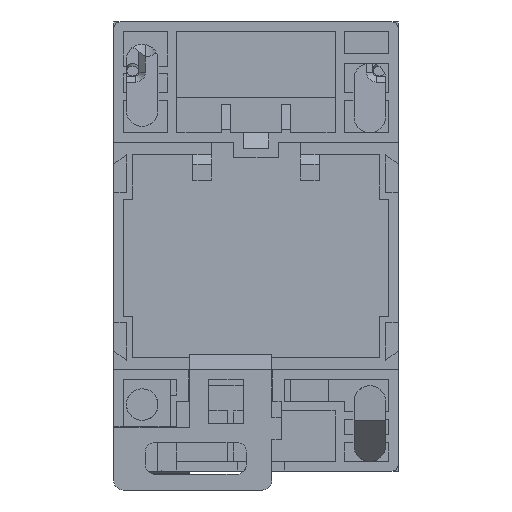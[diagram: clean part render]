
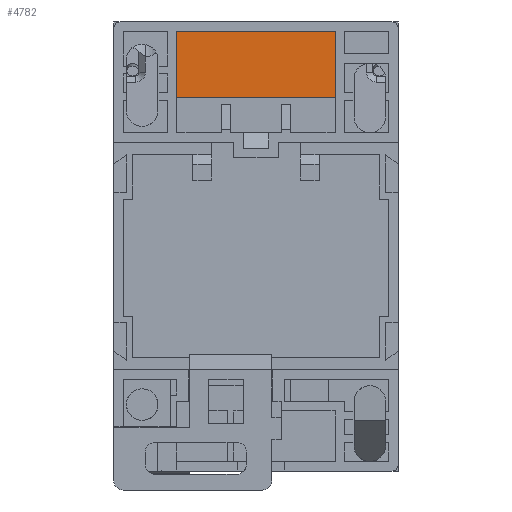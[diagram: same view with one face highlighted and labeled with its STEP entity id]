
A CAD part, left-side view. The second image highlights one B-rep face of the part: STEP entity #4782.
In plain terms, the highlighted planar face has unit normal (-1, 0, 0).
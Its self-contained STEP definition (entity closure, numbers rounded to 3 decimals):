
#1428 = VERTEX_POINT ( 'NONE', #10400 ) ;
#1578 = VERTEX_POINT ( 'NONE', #10550 ) ;
#2002 = VERTEX_POINT ( 'NONE', #10974 ) ;
#2062 = VERTEX_POINT ( 'NONE', #11034 ) ;
#3793 = EDGE_CURVE ( 'NONE', #2002, #1428, #14243, .T. ) ;
#3800 = EDGE_CURVE ( 'NONE', #1578, #2002, #14249, .T. ) ;
#3820 = EDGE_CURVE ( 'NONE', #1428, #2062, #14303, .T. ) ;
#3934 = EDGE_CURVE ( 'NONE', #2062, #1578, #14529, .T. ) ;
#4782 = ADVANCED_FACE ( 'NONE', ( #17062 ), #22250, .F. ) ;
#7966 = EDGE_LOOP ( 'NONE', ( #23191, #23193, #23195, #23197 ) ) ;
#10400 = CARTESIAN_POINT ( 'NONE',  ( -41., 12.5, 34. ) ) ;
#10550 = CARTESIAN_POINT ( 'NONE',  ( -41., -12.5, 23.5 ) ) ;
#10974 = CARTESIAN_POINT ( 'NONE',  ( -41., -12.5, 34. ) ) ;
#11034 = CARTESIAN_POINT ( 'NONE',  ( -41., 12.5, 23.5 ) ) ;
#14243 = LINE ( 'NONE', #15281, #14250 ) ;
#14249 = LINE ( 'NONE', #15296, #14263 ) ;
#14250 = VECTOR ( 'NONE', #15285, 1000. ) ;
#14263 = VECTOR ( 'NONE', #15299, 1000. ) ;
#14303 = LINE ( 'NONE', #15338, #14304 ) ;
#14304 = VECTOR ( 'NONE', #15339, 1000. ) ;
#14529 = LINE ( 'NONE', #15568, #14530 ) ;
#14530 = VECTOR ( 'NONE', #15569, 1000. ) ;
#15281 = CARTESIAN_POINT ( 'NONE',  ( -41., 12.5, 34. ) ) ;
#15285 = DIRECTION ( 'NONE',  ( 0., 1., 0. ) ) ;
#15296 = CARTESIAN_POINT ( 'NONE',  ( -41., -12.5, 34. ) ) ;
#15299 = DIRECTION ( 'NONE',  ( 0., 0., 1. ) ) ;
#15338 = CARTESIAN_POINT ( 'NONE',  ( -41., 12.5, 34. ) ) ;
#15339 = DIRECTION ( 'NONE',  ( 0., 0., -1. ) ) ;
#15568 = CARTESIAN_POINT ( 'NONE',  ( -41., 12.5, 23.5 ) ) ;
#15569 = DIRECTION ( 'NONE',  ( 0., -1., 0. ) ) ;
#17062 = FACE_OUTER_BOUND ( 'NONE', #7966, .T. ) ;
#20488 = AXIS2_PLACEMENT_3D ( 'NONE', #22265, #22277, #22278 ) ;
#22250 = PLANE ( 'NONE',  #20488 ) ;
#22265 = CARTESIAN_POINT ( 'NONE',  ( -41., -12.5, 34. ) ) ;
#22277 = DIRECTION ( 'NONE',  ( 1., 0., 0. ) ) ;
#22278 = DIRECTION ( 'NONE',  ( 0., 0., -1. ) ) ;
#23191 = ORIENTED_EDGE ( 'NONE', *, *, #3793, .T. ) ;
#23193 = ORIENTED_EDGE ( 'NONE', *, *, #3820, .T. ) ;
#23195 = ORIENTED_EDGE ( 'NONE', *, *, #3934, .T. ) ;
#23197 = ORIENTED_EDGE ( 'NONE', *, *, #3800, .T. ) ;
